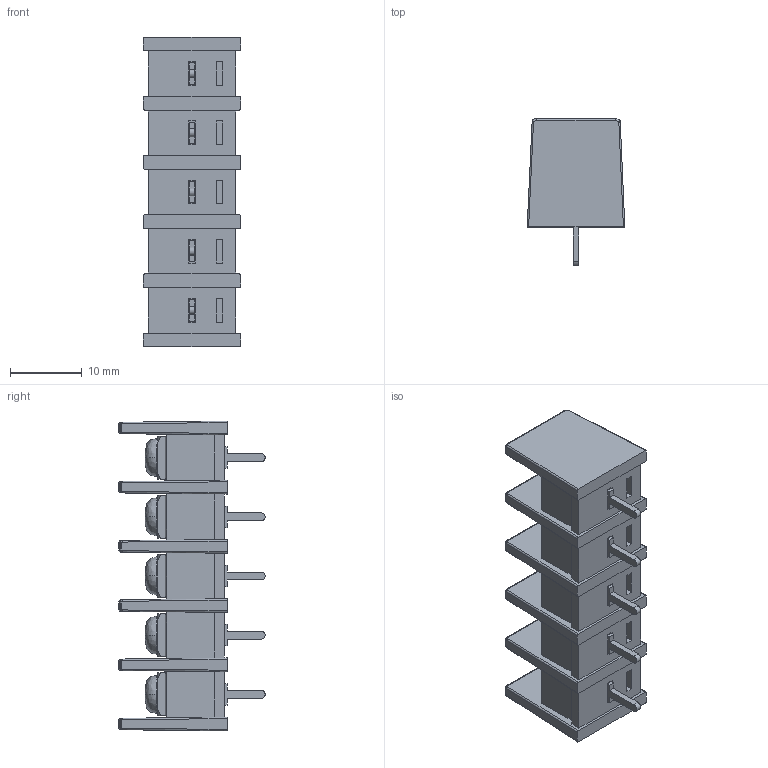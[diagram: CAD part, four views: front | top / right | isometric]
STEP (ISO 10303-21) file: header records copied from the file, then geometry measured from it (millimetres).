
FILE_DESCRIPTION((''),'2;1');
FILE_NAME('PRT0203','2020-05-22T',('Administrator'),(''),'PRO/ENGINEER BY PARAMETRIC TECHNOLOGY CORPORATION, 2010280','PRO/ENGINEER BY PARAMETRIC TECHNOLOGY CORPORATION, 2010280','');
FILE_SCHEMA(('CONFIG_CONTROL_DESIGN','SHAPE_APPEARANCE_LAYERS_GROUPS'));
Length unit declared in the file: millimetre
Products named in the file (1): PRT0203
Bounding box: 13.6 x 20.4 x 43.15 mm (x, y, z)
Volume: 5147.1 mm3; surface area: 5345.1 mm2
Topology: 1 solids, 11 shells, 1399 faces, 3709 edges, 2347 vertices
Faces by surface type: plane 981, cylinder 255, bspline 99, torus 44, extrusion 20
Entity records: 49310 total; most frequent: CARTESIAN_POINT 16157, ORIENTED_EDGE 7378, DIRECTION 5917, EDGE_CURVE 3689, VECTOR 2517, LINE 2497, VERTEX_POINT 2347, AXIS2_PLACEMENT_3D 1700
